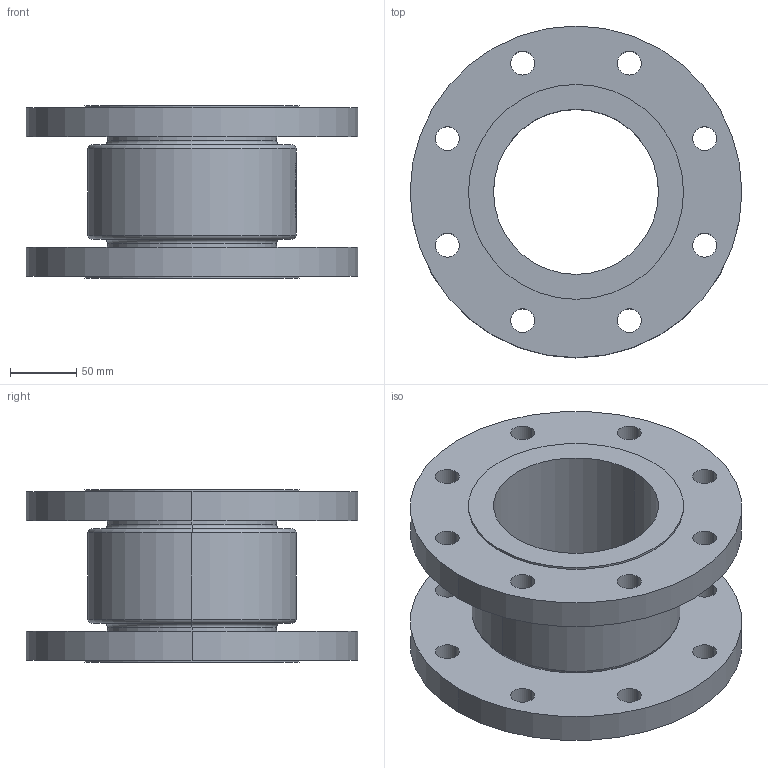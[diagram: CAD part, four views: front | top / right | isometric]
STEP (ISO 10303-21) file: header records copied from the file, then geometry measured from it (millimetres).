
FILE_DESCRIPTION (( 'STEP AP214' ), '1' );
FILE_NAME ('ALPHA-C_DN125_PN16_6000017311.STEP', '2021-10-21T06:50:38', ( 'axxx' ), ( 'Hewlett-Packard Company' ), 'SwSTEP 2.0', 'SolidWorks 2019', '' );
FILE_SCHEMA (( 'AUTOMOTIVE_DESIGN' ));
Length unit declared in the file: millimetre
Products named in the file (1): ALPHA-C_DN125_PN16_6000017311
Bounding box: 250 x 250 x 130 mm (x, y, z)
Volume: 2078926.2 mm3; surface area: 297029.8 mm2
Topology: 1 solids, 1 shells, 569 faces, 1531 edges, 1018 vertices
Faces by surface type: plane 284, bspline 200, cylinder 77, torus 8
Entity records: 28511 total; most frequent: CARTESIAN_POINT 15543, ORIENTED_EDGE 3062, DIRECTION 1993, EDGE_CURVE 1531, VERTEX_POINT 1018, LINE 841, VECTOR 841, EDGE_LOOP 657
